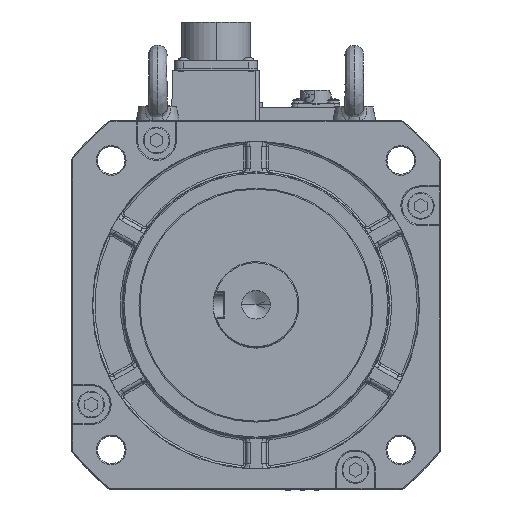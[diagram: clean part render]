
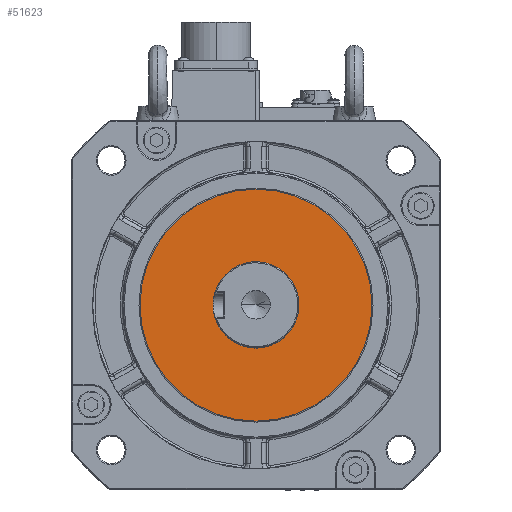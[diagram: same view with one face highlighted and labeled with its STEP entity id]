
A CAD part, top view. The second image highlights one B-rep face of the part: STEP entity #51623.
In plain terms, the highlighted planar face has unit normal (0, 0, 1).
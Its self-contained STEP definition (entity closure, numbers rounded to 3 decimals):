
#1490 = VERTEX_POINT ( 'NONE', #4846 ) ;
#4231 = DIRECTION ( 'NONE',  ( 0., 0., 1. ) ) ;
#4846 = CARTESIAN_POINT ( 'NONE',  ( 20.7, 0., 91.7 ) ) ;
#5879 = ORIENTED_EDGE ( 'NONE', *, *, #6092, .T. ) ;
#6092 = EDGE_CURVE ( 'NONE', #45358, #59349, #37707, .T. ) ;
#12241 = CARTESIAN_POINT ( 'NONE',  ( 0., 0., 91.7 ) ) ;
#17085 = FACE_OUTER_BOUND ( 'NONE', #71886, .T. ) ;
#17165 = DIRECTION ( 'NONE',  ( 0., 0., 1. ) ) ;
#17231 = VERTEX_POINT ( 'NONE', #20233 ) ;
#19037 = ORIENTED_EDGE ( 'NONE', *, *, #20679, .F. ) ;
#20233 = CARTESIAN_POINT ( 'NONE',  ( -20.7, 0., 91.7 ) ) ;
#20679 = EDGE_CURVE ( 'NONE', #17231, #1490, #39777, .T. ) ;
#23134 = DIRECTION ( 'NONE',  ( 1., 0., 0. ) ) ;
#25409 = DIRECTION ( 'NONE',  ( 1., 0., 0. ) ) ;
#26323 = EDGE_CURVE ( 'NONE', #59349, #45358, #30095, .T. ) ;
#29885 = AXIS2_PLACEMENT_3D ( 'NONE', #50075, #57825, #31197 ) ;
#30095 = CIRCLE ( 'NONE', #68998, 56.65 ) ;
#30322 = CARTESIAN_POINT ( 'NONE',  ( 0., 0., 91.7 ) ) ;
#31197 = DIRECTION ( 'NONE',  ( 1., 0., 0. ) ) ;
#32246 = CARTESIAN_POINT ( 'NONE',  ( -56.65, 0., 91.7 ) ) ;
#32893 = AXIS2_PLACEMENT_3D ( 'NONE', #30322, #4231, #57217 ) ;
#36067 = CARTESIAN_POINT ( 'NONE',  ( 0., 0., 91.7 ) ) ;
#37707 = CIRCLE ( 'NONE', #29885, 56.65 ) ;
#39777 = CIRCLE ( 'NONE', #65325, 20.7 ) ;
#45358 = VERTEX_POINT ( 'NONE', #32246 ) ;
#47476 = CARTESIAN_POINT ( 'NONE',  ( 56.65, 0., 91.7 ) ) ;
#50075 = CARTESIAN_POINT ( 'NONE',  ( 0., 0., 91.7 ) ) ;
#51623 = ADVANCED_FACE ( 'NONE', ( #79629, #17085 ), #73391, .T. ) ;
#55522 = EDGE_LOOP ( 'NONE', ( #79707, #19037 ) ) ;
#57217 = DIRECTION ( 'NONE',  ( 1., 0., 0. ) ) ;
#57825 = DIRECTION ( 'NONE',  ( 0., 0., 1. ) ) ;
#59336 = CARTESIAN_POINT ( 'NONE',  ( 52.5, 0., 91.7 ) ) ;
#59349 = VERTEX_POINT ( 'NONE', #47476 ) ;
#60148 = CIRCLE ( 'NONE', #32893, 20.7 ) ;
#65325 = AXIS2_PLACEMENT_3D ( 'NONE', #12241, #77561, #25409 ) ;
#65660 = DIRECTION ( 'NONE',  ( 0., 0., 1. ) ) ;
#68998 = AXIS2_PLACEMENT_3D ( 'NONE', #36067, #17165, #23134 ) ;
#71886 = EDGE_LOOP ( 'NONE', ( #5879, #80794 ) ) ;
#73391 = PLANE ( 'NONE',  #75884 ) ;
#75884 = AXIS2_PLACEMENT_3D ( 'NONE', #59336, #65660, #78830 ) ;
#76619 = EDGE_CURVE ( 'NONE', #1490, #17231, #60148, .T. ) ;
#77561 = DIRECTION ( 'NONE',  ( 0., 0., 1. ) ) ;
#78830 = DIRECTION ( 'NONE',  ( 1., 0., 0. ) ) ;
#79629 = FACE_BOUND ( 'NONE', #55522, .T. ) ;
#79707 = ORIENTED_EDGE ( 'NONE', *, *, #76619, .F. ) ;
#80794 = ORIENTED_EDGE ( 'NONE', *, *, #26323, .T. ) ;
